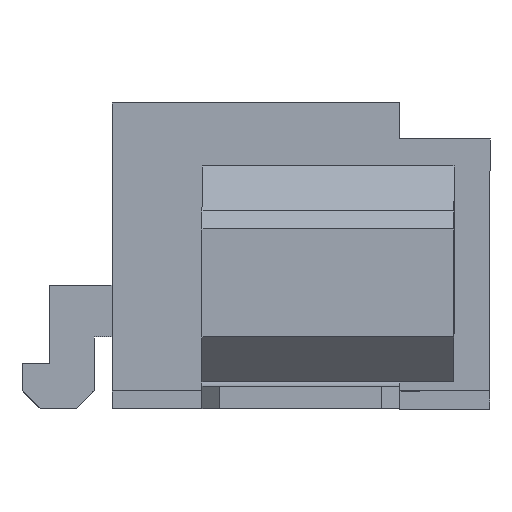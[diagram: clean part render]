
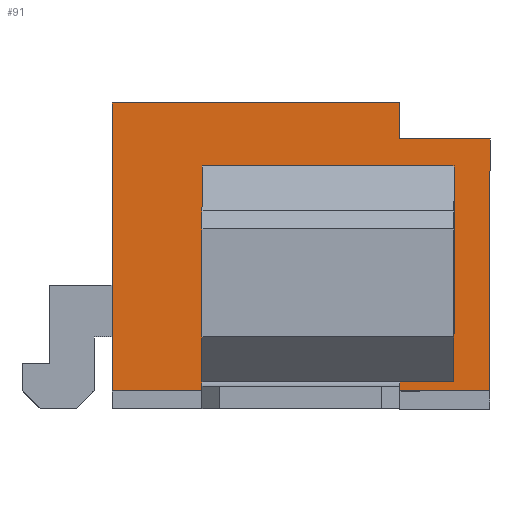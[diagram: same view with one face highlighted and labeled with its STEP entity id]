
A CAD part, left-side view. The second image highlights one B-rep face of the part: STEP entity #91.
In plain terms, the highlighted planar face has unit normal (-1, 0, 0).
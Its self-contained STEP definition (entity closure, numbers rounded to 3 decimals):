
#58=FACE_BOUND('',#931,.T.);
#59=FACE_BOUND('',#932,.T.);
#91=ADVANCED_FACE('',(#58,#59),#375,.F.);
#375=PLANE('',#5590);
#931=EDGE_LOOP('',(#1314,#1315,#1316,#1317,#1318,#1319));
#932=EDGE_LOOP('',(#1320,#1321,#1322,#1323));
#1314=ORIENTED_EDGE('',*,*,#3368,.F.);
#1315=ORIENTED_EDGE('',*,*,#3369,.T.);
#1316=ORIENTED_EDGE('',*,*,#3370,.F.);
#1317=ORIENTED_EDGE('',*,*,#3371,.F.);
#1318=ORIENTED_EDGE('',*,*,#3328,.F.);
#1319=ORIENTED_EDGE('',*,*,#3372,.F.);
#1320=ORIENTED_EDGE('',*,*,#3373,.F.);
#1321=ORIENTED_EDGE('',*,*,#3374,.F.);
#1322=ORIENTED_EDGE('',*,*,#3375,.T.);
#1323=ORIENTED_EDGE('',*,*,#3376,.T.);
#2811=VERTEX_POINT('',#7317);
#2812=VERTEX_POINT('',#7319);
#2846=VERTEX_POINT('',#7396);
#2847=VERTEX_POINT('',#7397);
#2848=VERTEX_POINT('',#7399);
#2849=VERTEX_POINT('',#7401);
#2850=VERTEX_POINT('',#7405);
#2851=VERTEX_POINT('',#7406);
#2852=VERTEX_POINT('',#7408);
#2853=VERTEX_POINT('',#7410);
#3328=EDGE_CURVE('',#2811,#2812,#4102,.T.);
#3368=EDGE_CURVE('',#2846,#2847,#4142,.T.);
#3369=EDGE_CURVE('',#2846,#2848,#4143,.T.);
#3370=EDGE_CURVE('',#2849,#2848,#4144,.T.);
#3371=EDGE_CURVE('',#2812,#2849,#4145,.T.);
#3372=EDGE_CURVE('',#2847,#2811,#4146,.T.);
#3373=EDGE_CURVE('',#2850,#2851,#4147,.T.);
#3374=EDGE_CURVE('',#2852,#2850,#4148,.T.);
#3375=EDGE_CURVE('',#2852,#2853,#4149,.T.);
#3376=EDGE_CURVE('',#2853,#2851,#4150,.T.);
#4102=LINE('',#7318,#4860);
#4142=LINE('',#7395,#4900);
#4143=LINE('',#7398,#4901);
#4144=LINE('',#7400,#4902);
#4145=LINE('',#7402,#4903);
#4146=LINE('',#7403,#4904);
#4147=LINE('',#7404,#4905);
#4148=LINE('',#7407,#4906);
#4149=LINE('',#7409,#4907);
#4150=LINE('',#7411,#4908);
#4860=VECTOR('',#5929,1.);
#4900=VECTOR('',#5975,1.);
#4901=VECTOR('',#5976,1.);
#4902=VECTOR('',#5977,1.);
#4903=VECTOR('',#5978,1.);
#4904=VECTOR('',#5979,1.);
#4905=VECTOR('',#5980,1.);
#4906=VECTOR('',#5981,1.);
#4907=VECTOR('',#5982,1.);
#4908=VECTOR('',#5983,1.);
#5590=AXIS2_PLACEMENT_3D('',#7412,#5984,#5985);
#5929=DIRECTION('',(0.,1.,0.));
#5975=DIRECTION('',(0.,-1.,0.));
#5976=DIRECTION('',(0.,0.,1.));
#5977=DIRECTION('',(0.,-1.,0.));
#5978=DIRECTION('',(0.,0.,1.));
#5979=DIRECTION('',(0.,0.,-1.));
#5980=DIRECTION('',(0.,0.,-1.));
#5981=DIRECTION('',(0.,1.,0.));
#5982=DIRECTION('',(0.,0.,-1.));
#5983=DIRECTION('',(0.,1.,0.));
#5984=DIRECTION('',(1.,0.,0.));
#5985=DIRECTION('',(0.,0.,-1.));
#7317=CARTESIAN_POINT('',(-7.125,1.,0.));
#7318=CARTESIAN_POINT('',(-7.125,1.,0.));
#7319=CARTESIAN_POINT('',(-7.125,5.2,0.));
#7395=CARTESIAN_POINT('',(-7.125,2.,2.8));
#7396=CARTESIAN_POINT('',(-7.125,2.,2.8));
#7397=CARTESIAN_POINT('',(-7.125,1.,2.8));
#7398=CARTESIAN_POINT('',(-7.125,2.,2.8));
#7399=CARTESIAN_POINT('',(-7.125,2.,3.2));
#7400=CARTESIAN_POINT('',(-7.125,5.2,3.2));
#7401=CARTESIAN_POINT('',(-7.125,5.2,3.2));
#7402=CARTESIAN_POINT('',(-7.125,5.2,0.));
#7403=CARTESIAN_POINT('',(-7.125,1.,3.2));
#7404=CARTESIAN_POINT('',(-7.125,4.2,2.5));
#7405=CARTESIAN_POINT('',(-7.125,4.2,2.5));
#7406=CARTESIAN_POINT('',(-7.125,4.2,0.1));
#7407=CARTESIAN_POINT('',(-7.125,1.4,2.5));
#7408=CARTESIAN_POINT('',(-7.125,1.4,2.5));
#7409=CARTESIAN_POINT('',(-7.125,1.4,2.5));
#7410=CARTESIAN_POINT('',(-7.125,1.4,0.1));
#7411=CARTESIAN_POINT('',(-7.125,1.4,0.1));
#7412=CARTESIAN_POINT('',(-7.125,0.,0.));
